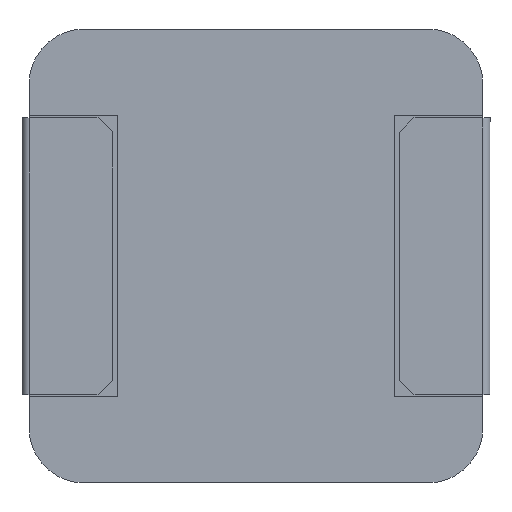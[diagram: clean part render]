
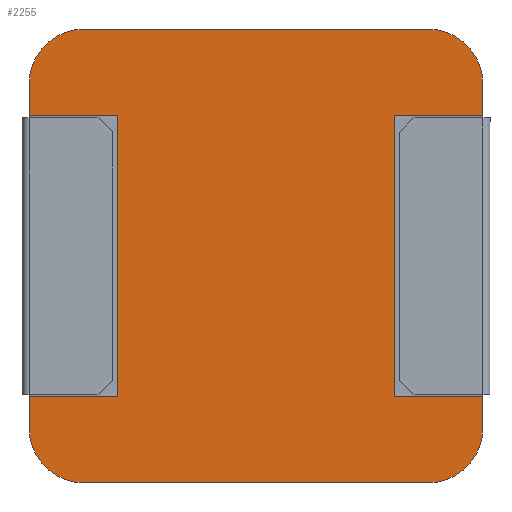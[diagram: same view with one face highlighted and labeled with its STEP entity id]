
A CAD part, front view. The second image highlights one B-rep face of the part: STEP entity #2255.
In plain terms, the highlighted planar face has unit normal (0, -1, 0).
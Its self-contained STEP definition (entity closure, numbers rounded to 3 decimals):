
#36 = VECTOR ( 'NONE', #714, 1000. ) ;
#46 = DIRECTION ( 'NONE',  ( 0., 0., 1. ) ) ;
#179 = VERTEX_POINT ( 'NONE', #6008 ) ;
#189 = CARTESIAN_POINT ( 'NONE',  ( 4.1, 0., -2.54 ) ) ;
#194 = DIRECTION ( 'NONE',  ( 0., 0., -1. ) ) ;
#243 = CARTESIAN_POINT ( 'NONE',  ( -3.1, 0., -3.1 ) ) ;
#253 = ORIENTED_EDGE ( 'NONE', *, *, #7113, .T. ) ;
#366 = DIRECTION ( 'NONE',  ( 0., 1., 0. ) ) ;
#376 = VERTEX_POINT ( 'NONE', #3511 ) ;
#501 = CIRCLE ( 'NONE', #4150, 1. ) ;
#514 = LINE ( 'NONE', #7070, #1994 ) ;
#551 = VECTOR ( 'NONE', #3895, 1000. ) ;
#704 = CIRCLE ( 'NONE', #5479, 1. ) ;
#714 = DIRECTION ( 'NONE',  ( 0., 0., -1. ) ) ;
#739 = VERTEX_POINT ( 'NONE', #3382 ) ;
#753 = LINE ( 'NONE', #3701, #36 ) ;
#794 = VERTEX_POINT ( 'NONE', #1709 ) ;
#852 = VECTOR ( 'NONE', #5272, 1000. ) ;
#875 = ORIENTED_EDGE ( 'NONE', *, *, #2648, .T. ) ;
#918 = VERTEX_POINT ( 'NONE', #2526 ) ;
#979 = DIRECTION ( 'NONE',  ( 0., 0., -1. ) ) ;
#994 = ORIENTED_EDGE ( 'NONE', *, *, #4179, .F. ) ;
#998 = CARTESIAN_POINT ( 'NONE',  ( -3.1, 0., 3.1 ) ) ;
#1076 = ORIENTED_EDGE ( 'NONE', *, *, #4821, .T. ) ;
#1133 = EDGE_CURVE ( 'NONE', #7755, #4134, #704, .T. ) ;
#1160 = CARTESIAN_POINT ( 'NONE',  ( -2.5, 0., 2.54 ) ) ;
#1251 = DIRECTION ( 'NONE',  ( 0., 0., -1. ) ) ;
#1275 = CARTESIAN_POINT ( 'NONE',  ( 3.1, 0., 2.54 ) ) ;
#1282 = DIRECTION ( 'NONE',  ( -1., 0., 0. ) ) ;
#1292 = CARTESIAN_POINT ( 'NONE',  ( -2.5, 0., -3.1 ) ) ;
#1352 = AXIS2_PLACEMENT_3D ( 'NONE', #2102, #3381, #979 ) ;
#1454 = VERTEX_POINT ( 'NONE', #4439 ) ;
#1529 = ORIENTED_EDGE ( 'NONE', *, *, #6885, .T. ) ;
#1540 = DIRECTION ( 'NONE',  ( 0., 0., -1. ) ) ;
#1709 = CARTESIAN_POINT ( 'NONE',  ( -3.1, 0., 4.1 ) ) ;
#1882 = DIRECTION ( 'NONE',  ( 0., -1., 0. ) ) ;
#1970 = VECTOR ( 'NONE', #7343, 1000. ) ;
#1973 = ORIENTED_EDGE ( 'NONE', *, *, #6752, .T. ) ;
#1990 = LINE ( 'NONE', #4920, #3819 ) ;
#1994 = VECTOR ( 'NONE', #2922, 1000. ) ;
#2052 = VECTOR ( 'NONE', #2348, 1000. ) ;
#2102 = CARTESIAN_POINT ( 'NONE',  ( 3.1, 0., -3.1 ) ) ;
#2255 = ADVANCED_FACE ( 'NONE', ( #2873 ), #4512, .T. ) ;
#2285 = LINE ( 'NONE', #7052, #852 ) ;
#2348 = DIRECTION ( 'NONE',  ( -1., 0., 0. ) ) ;
#2526 = CARTESIAN_POINT ( 'NONE',  ( 4.1, 0., 2.54 ) ) ;
#2648 = EDGE_CURVE ( 'NONE', #376, #3808, #5484, .T. ) ;
#2649 = DIRECTION ( 'NONE',  ( 0., -1., 0. ) ) ;
#2675 = DIRECTION ( 'NONE',  ( 1., 0., 0. ) ) ;
#2712 = LINE ( 'NONE', #5673, #551 ) ;
#2750 = CARTESIAN_POINT ( 'NONE',  ( 2.5, 0., 2.54 ) ) ;
#2765 = AXIS2_PLACEMENT_3D ( 'NONE', #998, #366, #1540 ) ;
#2820 = CARTESIAN_POINT ( 'NONE',  ( 3.1, 0., -2.54 ) ) ;
#2865 = VERTEX_POINT ( 'NONE', #4958 ) ;
#2873 = FACE_OUTER_BOUND ( 'NONE', #3939, .T. ) ;
#2882 = DIRECTION ( 'NONE',  ( 0., 0., -1. ) ) ;
#2887 = ORIENTED_EDGE ( 'NONE', *, *, #1133, .T. ) ;
#2922 = DIRECTION ( 'NONE',  ( 0., 0., -1. ) ) ;
#2991 = DIRECTION ( 'NONE',  ( 0., -1., 0. ) ) ;
#3021 = VECTOR ( 'NONE', #2675, 1000. ) ;
#3049 = LINE ( 'NONE', #7199, #6343 ) ;
#3085 = LINE ( 'NONE', #4861, #7047 ) ;
#3131 = CIRCLE ( 'NONE', #2765, 1. ) ;
#3185 = ORIENTED_EDGE ( 'NONE', *, *, #6970, .T. ) ;
#3199 = EDGE_CURVE ( 'NONE', #3705, #918, #2285, .T. ) ;
#3381 = DIRECTION ( 'NONE',  ( 0., -1., 0. ) ) ;
#3382 = CARTESIAN_POINT ( 'NONE',  ( -2.5, 0., -2.54 ) ) ;
#3511 = CARTESIAN_POINT ( 'NONE',  ( -4.1, 0., 2.54 ) ) ;
#3701 = CARTESIAN_POINT ( 'NONE',  ( -4.1, 0., -3.1 ) ) ;
#3705 = VERTEX_POINT ( 'NONE', #2750 ) ;
#3808 = VERTEX_POINT ( 'NONE', #1160 ) ;
#3819 = VECTOR ( 'NONE', #4402, 1000. ) ;
#3895 = DIRECTION ( 'NONE',  ( 0., 0., 1. ) ) ;
#3909 = VERTEX_POINT ( 'NONE', #4981 ) ;
#3912 = DIRECTION ( 'NONE',  ( 0., 0., -1. ) ) ;
#3936 = CARTESIAN_POINT ( 'NONE',  ( -3.1, 0., -4.1 ) ) ;
#3939 = EDGE_LOOP ( 'NONE', ( #3185, #6825, #7450, #7506, #6962, #5438, #5631, #1973, #2887, #1529, #994, #6713, #875, #4475, #253, #1076 ) ) ;
#4134 = VERTEX_POINT ( 'NONE', #6692 ) ;
#4150 = AXIS2_PLACEMENT_3D ( 'NONE', #4810, #2991, #2882 ) ;
#4179 = EDGE_CURVE ( 'NONE', #1454, #794, #3131, .T. ) ;
#4355 = LINE ( 'NONE', #1292, #4963 ) ;
#4402 = DIRECTION ( 'NONE',  ( 0., 0., 1. ) ) ;
#4439 = CARTESIAN_POINT ( 'NONE',  ( -4.1, 0., 3.1 ) ) ;
#4455 = VERTEX_POINT ( 'NONE', #7186 ) ;
#4475 = ORIENTED_EDGE ( 'NONE', *, *, #7458, .T. ) ;
#4512 = PLANE ( 'NONE',  #1352 ) ;
#4735 = CARTESIAN_POINT ( 'NONE',  ( 4.1, 0., -3.1 ) ) ;
#4741 = DIRECTION ( 'NONE',  ( -1., 0., 0. ) ) ;
#4803 = EDGE_CURVE ( 'NONE', #4455, #5380, #501, .T. ) ;
#4810 = CARTESIAN_POINT ( 'NONE',  ( 3.1, 0., -3.1 ) ) ;
#4821 = EDGE_CURVE ( 'NONE', #179, #7028, #514, .T. ) ;
#4843 = CARTESIAN_POINT ( 'NONE',  ( -4.1, 0., -3.1 ) ) ;
#4861 = CARTESIAN_POINT ( 'NONE',  ( 2.5, 0., -3.1 ) ) ;
#4877 = EDGE_CURVE ( 'NONE', #3909, #4455, #6418, .T. ) ;
#4920 = CARTESIAN_POINT ( 'NONE',  ( 4.1, 0., -3.1 ) ) ;
#4958 = CARTESIAN_POINT ( 'NONE',  ( 2.5, 0., -2.54 ) ) ;
#4963 = VECTOR ( 'NONE', #1251, 1000. ) ;
#4981 = CARTESIAN_POINT ( 'NONE',  ( -3.1, 0., -4.1 ) ) ;
#5220 = LINE ( 'NONE', #2820, #2052 ) ;
#5272 = DIRECTION ( 'NONE',  ( 1., 0., 0. ) ) ;
#5380 = VERTEX_POINT ( 'NONE', #4735 ) ;
#5438 = ORIENTED_EDGE ( 'NONE', *, *, #5930, .T. ) ;
#5479 = AXIS2_PLACEMENT_3D ( 'NONE', #5486, #1882, #194 ) ;
#5484 = LINE ( 'NONE', #1275, #1970 ) ;
#5486 = CARTESIAN_POINT ( 'NONE',  ( 3.1, 0., 3.1 ) ) ;
#5631 = ORIENTED_EDGE ( 'NONE', *, *, #3199, .T. ) ;
#5673 = CARTESIAN_POINT ( 'NONE',  ( 4.1, 0., -3.1 ) ) ;
#5930 = EDGE_CURVE ( 'NONE', #2865, #3705, #3085, .T. ) ;
#6008 = CARTESIAN_POINT ( 'NONE',  ( -4.1, 0., -2.54 ) ) ;
#6162 = EDGE_CURVE ( 'NONE', #6344, #2865, #7776, .T. ) ;
#6334 = EDGE_CURVE ( 'NONE', #1454, #376, #753, .T. ) ;
#6343 = VECTOR ( 'NONE', #1282, 1000. ) ;
#6344 = VERTEX_POINT ( 'NONE', #189 ) ;
#6418 = LINE ( 'NONE', #3936, #3021 ) ;
#6665 = EDGE_CURVE ( 'NONE', #5380, #6344, #1990, .T. ) ;
#6692 = CARTESIAN_POINT ( 'NONE',  ( 3.1, 0., 4.1 ) ) ;
#6713 = ORIENTED_EDGE ( 'NONE', *, *, #6334, .T. ) ;
#6752 = EDGE_CURVE ( 'NONE', #918, #7755, #2712, .T. ) ;
#6825 = ORIENTED_EDGE ( 'NONE', *, *, #4877, .T. ) ;
#6835 = CIRCLE ( 'NONE', #7440, 1. ) ;
#6885 = EDGE_CURVE ( 'NONE', #4134, #794, #3049, .T. ) ;
#6962 = ORIENTED_EDGE ( 'NONE', *, *, #6162, .T. ) ;
#6970 = EDGE_CURVE ( 'NONE', #7028, #3909, #6835, .T. ) ;
#7028 = VERTEX_POINT ( 'NONE', #4843 ) ;
#7047 = VECTOR ( 'NONE', #46, 1000. ) ;
#7052 = CARTESIAN_POINT ( 'NONE',  ( 3.1, 0., 2.54 ) ) ;
#7059 = VECTOR ( 'NONE', #4741, 1000. ) ;
#7070 = CARTESIAN_POINT ( 'NONE',  ( -4.1, 0., -3.1 ) ) ;
#7113 = EDGE_CURVE ( 'NONE', #739, #179, #5220, .T. ) ;
#7186 = CARTESIAN_POINT ( 'NONE',  ( 3.1, 0., -4.1 ) ) ;
#7199 = CARTESIAN_POINT ( 'NONE',  ( -3.1, 0., 4.1 ) ) ;
#7343 = DIRECTION ( 'NONE',  ( 1., 0., 0. ) ) ;
#7440 = AXIS2_PLACEMENT_3D ( 'NONE', #243, #2649, #3912 ) ;
#7450 = ORIENTED_EDGE ( 'NONE', *, *, #4803, .T. ) ;
#7458 = EDGE_CURVE ( 'NONE', #3808, #739, #4355, .T. ) ;
#7506 = ORIENTED_EDGE ( 'NONE', *, *, #6665, .T. ) ;
#7518 = CARTESIAN_POINT ( 'NONE',  ( 4.1, 0., 3.1 ) ) ;
#7672 = CARTESIAN_POINT ( 'NONE',  ( 3.1, 0., -2.54 ) ) ;
#7755 = VERTEX_POINT ( 'NONE', #7518 ) ;
#7776 = LINE ( 'NONE', #7672, #7059 ) ;
